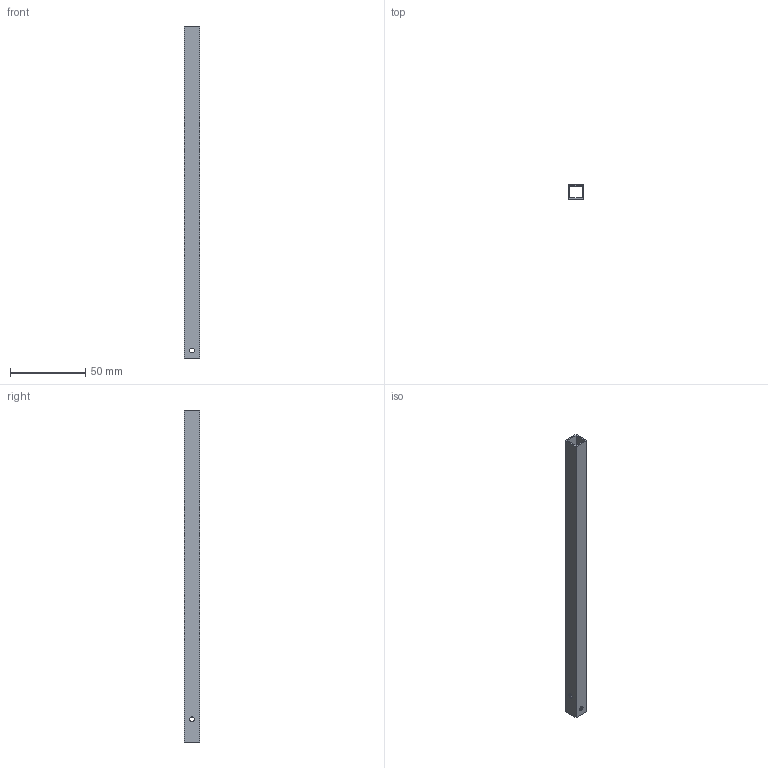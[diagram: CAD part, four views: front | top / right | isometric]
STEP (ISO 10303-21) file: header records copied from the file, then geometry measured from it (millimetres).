
FILE_DESCRIPTION(/* description */ (''),/* implementation_level */ '2;1');
FILE_NAME(/* name */ '足-キャスタ用.stp',/* time_stamp */ '2019-09-29T23:06:55+09:00',/* author */ ('Tsuba'),/* organization */ (''),/* preprocessor_version */ 'ST-DEVELOPER v17',/* originating_system */ 'Autodesk Inventor 2018',/* authorisation */ '');
FILE_SCHEMA (('AUTOMOTIVE_DESIGN { 1 0 10303 214 3 1 1 }'));
Length unit declared in the file: millimetre
Products named in the file (1): 足-キャスタ用
Bounding box: 10 x 10 x 220 mm (x, y, z)
Volume: 7887.8 mm3; surface area: 15887.9 mm2
Topology: 1 solids, 1 shells, 14 faces, 38 edges, 26 vertices
Faces by surface type: plane 10, cylinder 4
Full cylindrical faces by diameter (mm): 3.2 x4
Entity records: 507 total; most frequent: CARTESIAN_POINT 79, DIRECTION 78, ORIENTED_EDGE 76, EDGE_CURVE 38, LINE 28, VECTOR 28, VERTEX_POINT 26, AXIS2_PLACEMENT_3D 25
